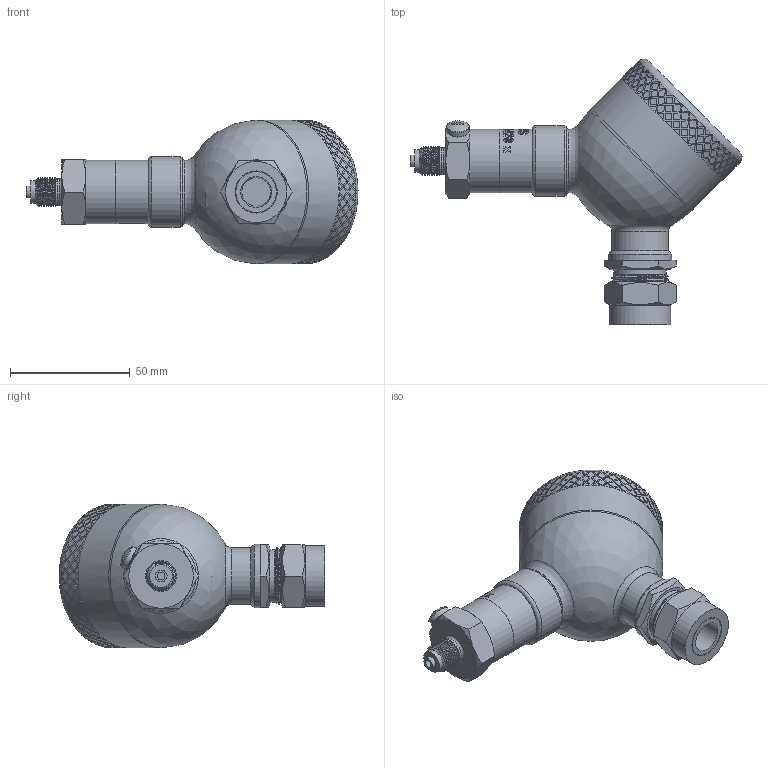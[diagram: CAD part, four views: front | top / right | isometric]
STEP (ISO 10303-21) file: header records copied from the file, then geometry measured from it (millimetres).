
FILE_DESCRIPTION(/* description */ (''),/* implementation_level */ '2;1');
FILE_NAME(/* name */ 'APZ3420x_M12x1EN_CableGlandM20x1,5Exd_display.step',/* time_stamp */ '2021-07-02T14:25:55+03:00',/* author */ (''),/* organization */ (''),/* preprocessor_version */ 'ST-DEVELOPER v18.1',/* originating_system */ 'Autodesk Translation Framework v10.9.0.1377',/* authorisation */ '');
FILE_SCHEMA (('AUTOMOTIVE_DESIGN { 1 0 10303 214 3 1 1 }'));
Length unit declared in the file: millimetre
Products named in the file (8): АПЗ 3420 х заполненный; M12x1 EN; Field housing; Cover for display; Display; Main body; screw M6x1 v1; M20x1,5 steel cable gland Ex d v3
Assembly tree (7 placements, depth 3):
  АПЗ 3420 х заполненный
    M12x1 EN
    Field housing
      Cover for display
      Display
      Main body
    screw M6x1 v1
    M20x1,5 steel cable gland Ex d v3
Bounding box: 138.88 x 111.09 x 60.1 mm (x, y, z)
Volume: 230907.2 mm3; surface area: 51163.5 mm2
Topology: 14 solids, 14 shells, 1630 faces, 4070 edges, 2674 vertices
Faces by surface type: bspline 960, cylinder 354, plane 268, cone 31, torus 15, sphere 2
Full cylindrical faces by diameter (mm): 3.3 x1, 4.744 x3, 5 x5, 5.035 x3, 5.884 x4, 6.147 x2, 9.5 x1, 9.6 x1, 10.741 x7, 11 x1, 11.884 x7, 12 x1, 13 x1, 17 x2, 17.6 x1, 18.137 x7, 19.85 x6, 21 x1, 22 x1, 22.132 x1, 22.4 x1, 23.6 x1, 24.5 x2, 25.6 x1, 26.5 x3, 29.5 x1, 41 x3, 46 x2, 52.5 x1, 53 x1
Entity records: 69914 total; most frequent: CARTESIAN_POINT 38744, ORIENTED_EDGE 8134, EDGE_CURVE 4067, DIRECTION 3075, B_SPLINE_CURVE_WITH_KNOTS 2745, VERTEX_POINT 2674, EDGE_LOOP 1871, FACE_OUTER_BOUND 1630
